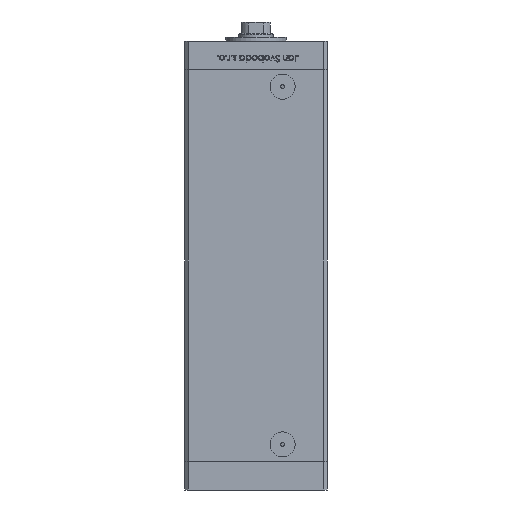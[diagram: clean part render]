
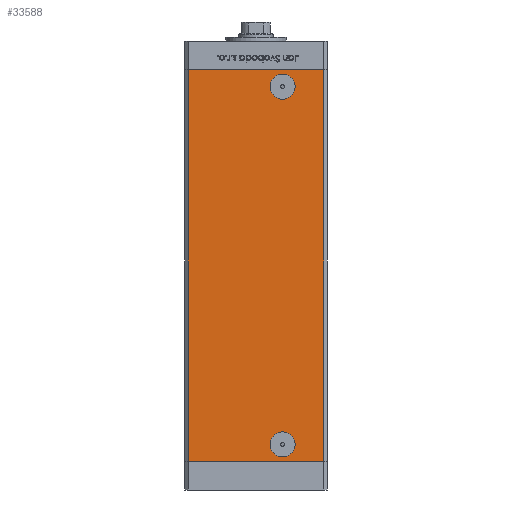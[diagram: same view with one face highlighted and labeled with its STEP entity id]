
A CAD part, front view. The second image highlights one B-rep face of the part: STEP entity #33588.
In plain terms, the highlighted planar face has unit normal (0, -1, 0).
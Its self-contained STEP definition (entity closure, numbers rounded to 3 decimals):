
#800 = CIRCLE ( 'NONE', #24449, 6.58 ) ;
#1061 = VERTEX_POINT ( 'NONE', #49184 ) ;
#1609 = DIRECTION ( 'NONE',  ( 0., 1., 0. ) ) ;
#2862 = VECTOR ( 'NONE', #44971, 1000. ) ;
#3516 = ORIENTED_EDGE ( 'NONE', *, *, #7429, .F. ) ;
#3545 = VERTEX_POINT ( 'NONE', #15052 ) ;
#4295 = DIRECTION ( 'NONE',  ( 0., 1., 0. ) ) ;
#4557 = DIRECTION ( 'NONE',  ( 0., 0., -1. ) ) ;
#5318 = EDGE_CURVE ( 'NONE', #21863, #23044, #800, .T. ) ;
#7099 = CARTESIAN_POINT ( 'NONE',  ( 14., -32.5, 2.42 ) ) ;
#7429 = EDGE_CURVE ( 'NONE', #3545, #38725, #18490, .T. ) ;
#7474 = VERTEX_POINT ( 'NONE', #41615 ) ;
#7775 = VECTOR ( 'NONE', #16621, 1000. ) ;
#8013 = CARTESIAN_POINT ( 'NONE',  ( 14., -32.5, 197. ) ) ;
#8038 = CIRCLE ( 'NONE', #19834, 6.58 ) ;
#9278 = CARTESIAN_POINT ( 'NONE',  ( -35.5, -32.5, 206. ) ) ;
#9697 = DIRECTION ( 'NONE',  ( 0., 1., 0. ) ) ;
#10257 = CARTESIAN_POINT ( 'NONE',  ( 14., -32.5, 190.42 ) ) ;
#12034 = AXIS2_PLACEMENT_3D ( 'NONE', #29771, #9697, #39188 ) ;
#13691 = CARTESIAN_POINT ( 'NONE',  ( -35.5, -32.5, 206. ) ) ;
#13752 = VERTEX_POINT ( 'NONE', #22924 ) ;
#13769 = PLANE ( 'NONE',  #30886 ) ;
#14078 = EDGE_LOOP ( 'NONE', ( #33101, #3516 ) ) ;
#15052 = CARTESIAN_POINT ( 'NONE',  ( 14., -32.5, 15.58 ) ) ;
#16583 = ORIENTED_EDGE ( 'NONE', *, *, #5318, .T. ) ;
#16621 = DIRECTION ( 'NONE',  ( 1., 0., 0. ) ) ;
#17022 = EDGE_CURVE ( 'NONE', #40245, #1061, #45348, .T. ) ;
#17877 = DIRECTION ( 'NONE',  ( 1., 0., 0. ) ) ;
#17988 = FACE_BOUND ( 'NONE', #37319, .T. ) ;
#18003 = DIRECTION ( 'NONE',  ( 0., 0., -1. ) ) ;
#18449 = EDGE_CURVE ( 'NONE', #23044, #21863, #40702, .T. ) ;
#18490 = CIRCLE ( 'NONE', #25229, 6.58 ) ;
#18811 = EDGE_CURVE ( 'NONE', #1061, #7474, #40158, .T. ) ;
#19834 = AXIS2_PLACEMENT_3D ( 'NONE', #30418, #34895, #18003 ) ;
#20803 = DIRECTION ( 'NONE',  ( 0., -1., 0. ) ) ;
#21840 = CARTESIAN_POINT ( 'NONE',  ( -35.5, -32.5, 0. ) ) ;
#21863 = VERTEX_POINT ( 'NONE', #37498 ) ;
#22924 = CARTESIAN_POINT ( 'NONE',  ( -35.5, -32.5, 0. ) ) ;
#23044 = VERTEX_POINT ( 'NONE', #10257 ) ;
#23475 = EDGE_CURVE ( 'NONE', #40245, #13752, #28395, .T. ) ;
#24350 = ORIENTED_EDGE ( 'NONE', *, *, #18811, .F. ) ;
#24449 = AXIS2_PLACEMENT_3D ( 'NONE', #8013, #4295, #4557 ) ;
#25229 = AXIS2_PLACEMENT_3D ( 'NONE', #44539, #20803, #35875 ) ;
#25386 = DIRECTION ( 'NONE',  ( 0., 0., 1. ) ) ;
#25645 = FACE_OUTER_BOUND ( 'NONE', #32451, .T. ) ;
#26588 = LINE ( 'NONE', #21840, #40756 ) ;
#28395 = LINE ( 'NONE', #45233, #2862 ) ;
#29771 = CARTESIAN_POINT ( 'NONE',  ( 14., -32.5, 197. ) ) ;
#29994 = CARTESIAN_POINT ( 'NONE',  ( -35.5, -32.5, 206. ) ) ;
#30418 = CARTESIAN_POINT ( 'NONE',  ( 14., -32.5, 9. ) ) ;
#30886 = AXIS2_PLACEMENT_3D ( 'NONE', #9278, #1609, #25386 ) ;
#30946 = EDGE_CURVE ( 'NONE', #38725, #3545, #8038, .T. ) ;
#32451 = EDGE_LOOP ( 'NONE', ( #39114, #24350, #49390, #49683 ) ) ;
#33028 = ORIENTED_EDGE ( 'NONE', *, *, #18449, .T. ) ;
#33101 = ORIENTED_EDGE ( 'NONE', *, *, #30946, .F. ) ;
#33588 = ADVANCED_FACE ( 'NONE', ( #50408, #25645, #17988 ), #13769, .F. ) ;
#34895 = DIRECTION ( 'NONE',  ( 0., -1., 0. ) ) ;
#35875 = DIRECTION ( 'NONE',  ( 0., 0., -1. ) ) ;
#35959 = CARTESIAN_POINT ( 'NONE',  ( 35.5, -32.5, 206. ) ) ;
#37319 = EDGE_LOOP ( 'NONE', ( #33028, #16583 ) ) ;
#37498 = CARTESIAN_POINT ( 'NONE',  ( 14., -32.5, 203.58 ) ) ;
#38725 = VERTEX_POINT ( 'NONE', #7099 ) ;
#39114 = ORIENTED_EDGE ( 'NONE', *, *, #42505, .T. ) ;
#39188 = DIRECTION ( 'NONE',  ( 0., 0., -1. ) ) ;
#40158 = LINE ( 'NONE', #35959, #44910 ) ;
#40245 = VERTEX_POINT ( 'NONE', #29994 ) ;
#40702 = CIRCLE ( 'NONE', #12034, 6.58 ) ;
#40756 = VECTOR ( 'NONE', #17877, 1000. ) ;
#41615 = CARTESIAN_POINT ( 'NONE',  ( 35.5, -32.5, 0. ) ) ;
#42505 = EDGE_CURVE ( 'NONE', #13752, #7474, #26588, .T. ) ;
#44539 = CARTESIAN_POINT ( 'NONE',  ( 14., -32.5, 9. ) ) ;
#44910 = VECTOR ( 'NONE', #47277, 1000. ) ;
#44971 = DIRECTION ( 'NONE',  ( 0., 0., -1. ) ) ;
#45233 = CARTESIAN_POINT ( 'NONE',  ( -35.5, -32.5, 206. ) ) ;
#45348 = LINE ( 'NONE', #13691, #7775 ) ;
#47277 = DIRECTION ( 'NONE',  ( 0., 0., -1. ) ) ;
#49184 = CARTESIAN_POINT ( 'NONE',  ( 35.5, -32.5, 206. ) ) ;
#49390 = ORIENTED_EDGE ( 'NONE', *, *, #17022, .F. ) ;
#49683 = ORIENTED_EDGE ( 'NONE', *, *, #23475, .T. ) ;
#50408 = FACE_BOUND ( 'NONE', #14078, .T. ) ;
